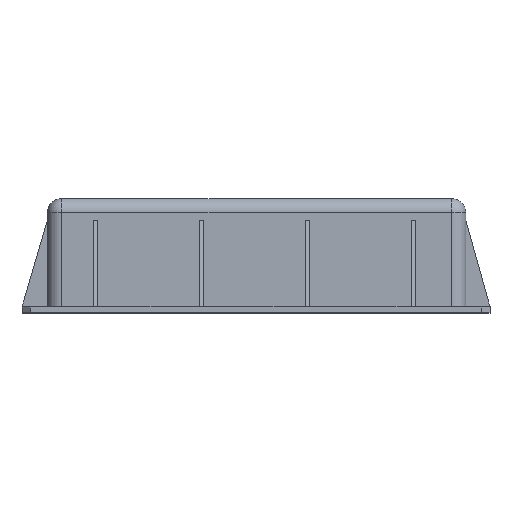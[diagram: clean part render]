
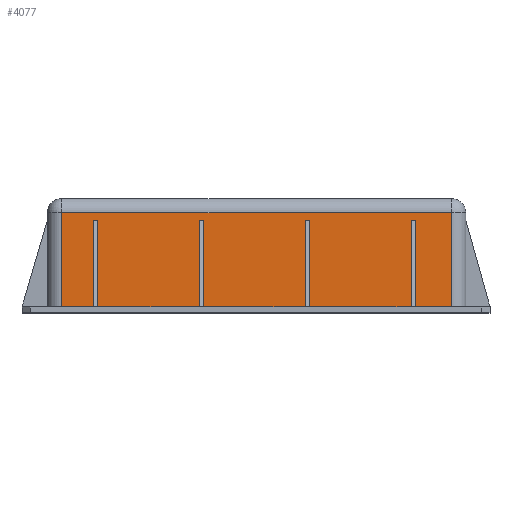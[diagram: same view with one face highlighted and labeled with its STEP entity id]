
A CAD part, top view. The second image highlights one B-rep face of the part: STEP entity #4077.
In plain terms, the highlighted planar face has unit normal (0, 0, 1).
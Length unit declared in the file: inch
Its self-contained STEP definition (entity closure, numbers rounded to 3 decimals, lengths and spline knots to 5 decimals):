
#136=PLANE('',#4414);
#392=FACE_OUTER_BOUND('',#631,.T.);
#631=EDGE_LOOP('',(#3334,#3335,#3336,#3337,#3338,#3339,#3340,#3341,#3342,
#3343,#3344,#3345,#3346,#3347,#3348,#3349,#3350,#3351,#3352,#3353));
#1020=LINE('',#6453,#1456);
#1038=LINE('',#6510,#1474);
#1039=LINE('',#6516,#1475);
#1041=LINE('',#6522,#1477);
#1042=LINE('',#6524,#1478);
#1043=LINE('',#6526,#1479);
#1044=LINE('',#6528,#1480);
#1045=LINE('',#6530,#1481);
#1046=LINE('',#6532,#1482);
#1047=LINE('',#6534,#1483);
#1048=LINE('',#6536,#1484);
#1049=LINE('',#6538,#1485);
#1050=LINE('',#6540,#1486);
#1051=LINE('',#6542,#1487);
#1052=LINE('',#6544,#1488);
#1053=LINE('',#6546,#1489);
#1054=LINE('',#6548,#1490);
#1055=LINE('',#6550,#1491);
#1056=LINE('',#6551,#1492);
#1057=LINE('',#6552,#1493);
#1456=VECTOR('',#5191,0.3937);
#1474=VECTOR('',#5251,0.3937);
#1475=VECTOR('',#5260,0.3937);
#1477=VECTOR('',#5266,0.3937);
#1478=VECTOR('',#5267,0.3937);
#1479=VECTOR('',#5268,0.3937);
#1480=VECTOR('',#5269,0.3937);
#1481=VECTOR('',#5270,0.3937);
#1482=VECTOR('',#5271,0.3937);
#1483=VECTOR('',#5272,0.3937);
#1484=VECTOR('',#5273,0.3937);
#1485=VECTOR('',#5274,0.3937);
#1486=VECTOR('',#5275,0.3937);
#1487=VECTOR('',#5276,0.3937);
#1488=VECTOR('',#5277,0.3937);
#1489=VECTOR('',#5278,0.3937);
#1490=VECTOR('',#5279,0.3937);
#1491=VECTOR('',#5280,0.3937);
#1492=VECTOR('',#5281,0.3937);
#1493=VECTOR('',#5282,0.3937);
#2039=VERTEX_POINT('',#6450);
#2040=VERTEX_POINT('',#6452);
#2057=VERTEX_POINT('',#6507);
#2058=VERTEX_POINT('',#6509);
#2059=VERTEX_POINT('',#6515);
#2061=VERTEX_POINT('',#6521);
#2062=VERTEX_POINT('',#6523);
#2063=VERTEX_POINT('',#6525);
#2064=VERTEX_POINT('',#6527);
#2065=VERTEX_POINT('',#6529);
#2066=VERTEX_POINT('',#6531);
#2067=VERTEX_POINT('',#6533);
#2068=VERTEX_POINT('',#6535);
#2069=VERTEX_POINT('',#6537);
#2070=VERTEX_POINT('',#6539);
#2071=VERTEX_POINT('',#6541);
#2072=VERTEX_POINT('',#6543);
#2073=VERTEX_POINT('',#6545);
#2074=VERTEX_POINT('',#6547);
#2075=VERTEX_POINT('',#6549);
#2508=EDGE_CURVE('',#2039,#2040,#1020,.T.);
#2537=EDGE_CURVE('',#2057,#2058,#1038,.T.);
#2540=EDGE_CURVE('',#2058,#2059,#1039,.T.);
#2543=EDGE_CURVE('',#2061,#2057,#1041,.T.);
#2544=EDGE_CURVE('',#2061,#2062,#1042,.T.);
#2545=EDGE_CURVE('',#2062,#2063,#1043,.T.);
#2546=EDGE_CURVE('',#2063,#2064,#1044,.T.);
#2547=EDGE_CURVE('',#2065,#2064,#1045,.T.);
#2548=EDGE_CURVE('',#2065,#2066,#1046,.T.);
#2549=EDGE_CURVE('',#2066,#2067,#1047,.T.);
#2550=EDGE_CURVE('',#2067,#2068,#1048,.T.);
#2551=EDGE_CURVE('',#2069,#2068,#1049,.T.);
#2552=EDGE_CURVE('',#2069,#2070,#1050,.T.);
#2553=EDGE_CURVE('',#2070,#2071,#1051,.T.);
#2554=EDGE_CURVE('',#2071,#2072,#1052,.T.);
#2555=EDGE_CURVE('',#2073,#2072,#1053,.T.);
#2556=EDGE_CURVE('',#2073,#2074,#1054,.T.);
#2557=EDGE_CURVE('',#2074,#2075,#1055,.T.);
#2558=EDGE_CURVE('',#2075,#2040,#1056,.T.);
#2559=EDGE_CURVE('',#2059,#2039,#1057,.T.);
#3334=ORIENTED_EDGE('',*,*,#2537,.F.);
#3335=ORIENTED_EDGE('',*,*,#2543,.F.);
#3336=ORIENTED_EDGE('',*,*,#2544,.T.);
#3337=ORIENTED_EDGE('',*,*,#2545,.T.);
#3338=ORIENTED_EDGE('',*,*,#2546,.T.);
#3339=ORIENTED_EDGE('',*,*,#2547,.F.);
#3340=ORIENTED_EDGE('',*,*,#2548,.T.);
#3341=ORIENTED_EDGE('',*,*,#2549,.T.);
#3342=ORIENTED_EDGE('',*,*,#2550,.T.);
#3343=ORIENTED_EDGE('',*,*,#2551,.F.);
#3344=ORIENTED_EDGE('',*,*,#2552,.T.);
#3345=ORIENTED_EDGE('',*,*,#2553,.T.);
#3346=ORIENTED_EDGE('',*,*,#2554,.T.);
#3347=ORIENTED_EDGE('',*,*,#2555,.F.);
#3348=ORIENTED_EDGE('',*,*,#2556,.T.);
#3349=ORIENTED_EDGE('',*,*,#2557,.T.);
#3350=ORIENTED_EDGE('',*,*,#2558,.T.);
#3351=ORIENTED_EDGE('',*,*,#2508,.F.);
#3352=ORIENTED_EDGE('',*,*,#2559,.F.);
#3353=ORIENTED_EDGE('',*,*,#2540,.F.);
#4077=ADVANCED_FACE('',(#392),#136,.T.);
#4414=AXIS2_PLACEMENT_3D('',#6520,#5264,#5265);
#5191=DIRECTION('',(-1.,0.,0.));
#5251=DIRECTION('',(0.,1.,0.));
#5260=DIRECTION('',(1.,0.,0.));
#5264=DIRECTION('center_axis',(0.,0.,1.));
#5265=DIRECTION('ref_axis',(1.,0.,0.));
#5266=DIRECTION('',(-1.,0.,0.));
#5267=DIRECTION('',(0.,1.,0.));
#5268=DIRECTION('',(1.,0.,0.));
#5269=DIRECTION('',(0.,-1.,0.));
#5270=DIRECTION('',(-1.,0.,0.));
#5271=DIRECTION('',(0.,1.,0.));
#5272=DIRECTION('',(1.,0.,0.));
#5273=DIRECTION('',(0.,-1.,0.));
#5274=DIRECTION('',(-1.,0.,0.));
#5275=DIRECTION('',(0.,1.,0.));
#5276=DIRECTION('',(1.,0.,0.));
#5277=DIRECTION('',(0.,-1.,0.));
#5278=DIRECTION('',(-1.,0.,0.));
#5279=DIRECTION('',(0.,1.,0.));
#5280=DIRECTION('',(1.,0.,0.));
#5281=DIRECTION('',(0.,-1.,0.));
#5282=DIRECTION('',(0.,-1.,0.));
#6450=CARTESIAN_POINT('',(8.99928,0.1,7.87674));
#6452=CARTESIAN_POINT('',(8.36828,0.1,7.87674));
#6453=CARTESIAN_POINT('',(1.97528,0.1,7.87674));
#6507=CARTESIAN_POINT('',(2.22528,0.1,7.87674));
#6509=CARTESIAN_POINT('',(2.22528,1.735,7.87674));
#6510=CARTESIAN_POINT('',(2.22528,0.,7.87674));
#6515=CARTESIAN_POINT('',(8.99928,1.735,7.87674));
#6516=CARTESIAN_POINT('',(3.79378,1.735,7.87674));
#6520=CARTESIAN_POINT('Origin',(1.97528,0.,7.87674));
#6521=CARTESIAN_POINT('',(2.77828,0.1,7.87674));
#6522=CARTESIAN_POINT('',(1.97528,0.1,7.87674));
#6523=CARTESIAN_POINT('',(2.77828,1.61,7.87674));
#6524=CARTESIAN_POINT('',(2.77828,0.4275,7.87674));
#6525=CARTESIAN_POINT('',(2.84828,1.61,7.87674));
#6526=CARTESIAN_POINT('',(2.41178,1.61,7.87674));
#6527=CARTESIAN_POINT('',(2.84828,0.1,7.87674));
#6528=CARTESIAN_POINT('',(2.84828,0.4275,7.87674));
#6529=CARTESIAN_POINT('',(4.61828,0.1,7.87674));
#6530=CARTESIAN_POINT('',(1.97528,0.1,7.87674));
#6531=CARTESIAN_POINT('',(4.61828,1.61,7.87674));
#6532=CARTESIAN_POINT('',(4.61828,0.4275,7.87674));
#6533=CARTESIAN_POINT('',(4.68828,1.61,7.87674));
#6534=CARTESIAN_POINT('',(3.33178,1.61,7.87674));
#6535=CARTESIAN_POINT('',(4.68828,0.1,7.87674));
#6536=CARTESIAN_POINT('',(4.68828,0.4275,7.87674));
#6537=CARTESIAN_POINT('',(6.45828,0.1,7.87674));
#6538=CARTESIAN_POINT('',(1.97528,0.1,7.87674));
#6539=CARTESIAN_POINT('',(6.45828,1.61,7.87674));
#6540=CARTESIAN_POINT('',(6.45828,0.4275,7.87674));
#6541=CARTESIAN_POINT('',(6.52828,1.61,7.87674));
#6542=CARTESIAN_POINT('',(4.25178,1.61,7.87674));
#6543=CARTESIAN_POINT('',(6.52828,0.1,7.87674));
#6544=CARTESIAN_POINT('',(6.52828,0.4275,7.87674));
#6545=CARTESIAN_POINT('',(8.29828,0.1,7.87674));
#6546=CARTESIAN_POINT('',(1.97528,0.1,7.87674));
#6547=CARTESIAN_POINT('',(8.29828,1.61,7.87674));
#6548=CARTESIAN_POINT('',(8.29828,0.4275,7.87674));
#6549=CARTESIAN_POINT('',(8.36828,1.61,7.87674));
#6550=CARTESIAN_POINT('',(5.17178,1.61,7.87674));
#6551=CARTESIAN_POINT('',(8.36828,0.4275,7.87674));
#6552=CARTESIAN_POINT('',(8.99928,0.,7.87674));
